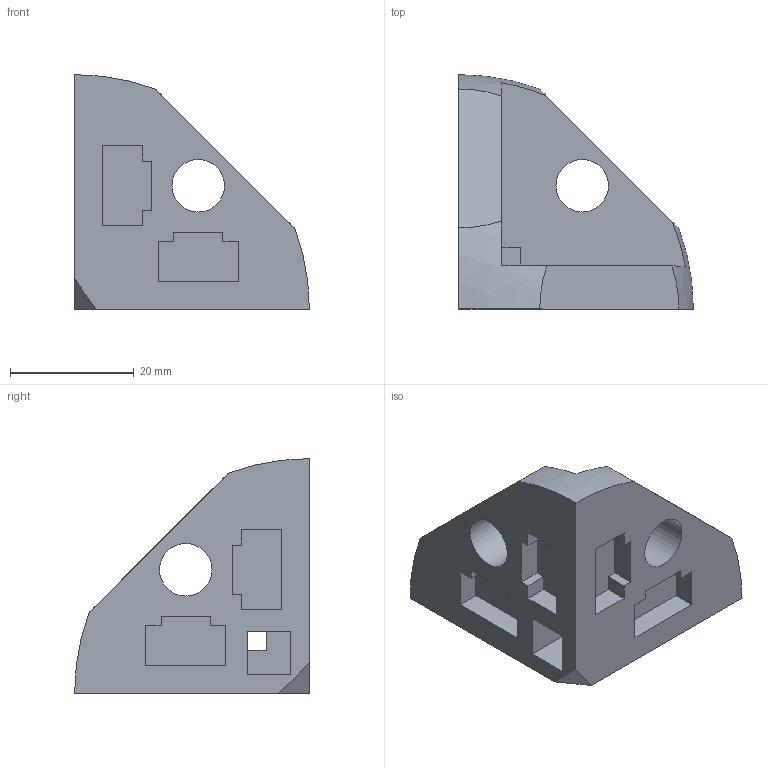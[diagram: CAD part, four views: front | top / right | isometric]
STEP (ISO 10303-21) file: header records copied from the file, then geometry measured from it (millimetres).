
FILE_DESCRIPTION((''),'2;1');
FILE_NAME('SZ0931S_A.stp','2013-08-27T14:46:08',('janine behrens'),(''),'Autodesk Inventor 2012','Autodesk Inventor 2012','');
FILE_SCHEMA(('AUTOMOTIVE_DESIGN { 1 0 10303 214 1 1 1 1 }'));
Length unit declared in the file: millimetre
Products named in the file (1): SZ0931S_A
Bounding box: 38 x 38 x 38 mm (x, y, z)
Volume: 13182.8 mm3; surface area: 7310.1 mm2
Topology: 1 solids, 1 shells, 75 faces, 207 edges, 139 vertices
Faces by surface type: plane 69, cylinder 3, sphere 3
Full cylindrical faces by diameter (mm): 8.5 x3
Entity records: 2369 total; most frequent: CARTESIAN_POINT 413, ORIENTED_EDGE 402, DIRECTION 377, EDGE_CURVE 201, VECTOR 177, LINE 177, VERTEX_POINT 136, AXIS2_PLACEMENT_3D 100
